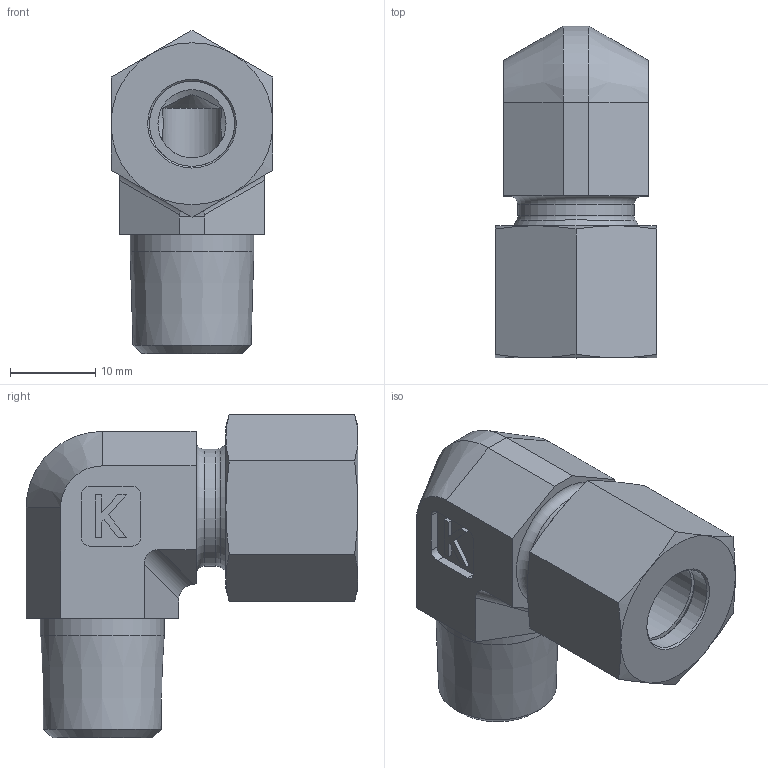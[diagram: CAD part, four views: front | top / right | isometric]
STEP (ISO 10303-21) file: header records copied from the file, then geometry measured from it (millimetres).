
FILE_DESCRIPTION((''),'2;1');
FILE_NAME('22002101416.stp','2014-08-26T10:55:30',(''),('KNOMI spol. s r. o.'),'Autodesk Inventor 2012','Autodesk Inventor 2012','');
FILE_SCHEMA(('AUTOMOTIVE_DESIGN { 1 2 10303 214 0 1 1 1 }'));
Length unit declared in the file: millimetre
Products named in the file (4): LHCM2K 10LMkuž M14x1.5/M16x1; 21002 101416; 3911016; 40110
Assembly tree (3 placements, depth 2):
  LHCM2K 10LMkuž M14x1.5/M16x1
    21002 101416
    3911016
    40110
Bounding box: 19 x 38.95 x 37.97 mm (x, y, z)
Volume: 10569.4 mm3; surface area: 6883.5 mm2
Topology: 3 solids, 3 shells, 98 faces, 240 edges, 159 vertices
Faces by surface type: plane 47, cone 29, cylinder 19, torus 3
Full cylindrical faces by diameter (mm): 7 x1, 8 x1, 10 x3, 12.3 x1, 13.7 x1, 14 x1, 14.376 x1, 14.532 x1, 16 x1
Entity records: 2910 total; most frequent: CARTESIAN_POINT 553, DIRECTION 452, ORIENTED_EDGE 394, EDGE_CURVE 197, AXIS2_PLACEMENT_3D 172, VERTEX_POINT 137, EDGE_LOOP 136, VECTOR 108
